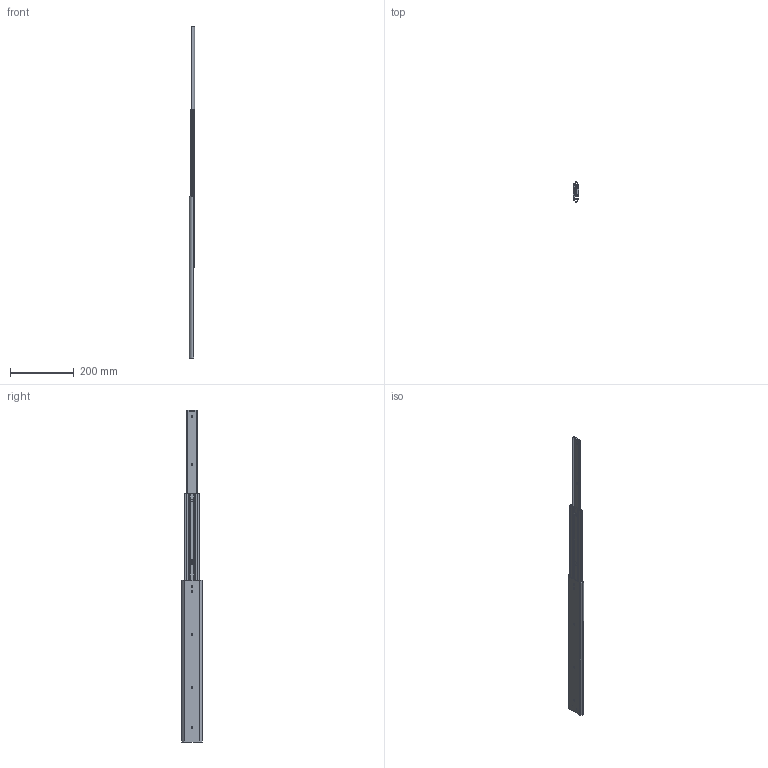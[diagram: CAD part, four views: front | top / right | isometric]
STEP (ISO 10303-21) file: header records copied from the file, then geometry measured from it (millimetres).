
FILE_DESCRIPTION (( 'STEP AP203' ), '1' );
FILE_NAME ('sone3D.STEP', '2017-01-20T06:26:43', ( '' ), ( '' ), 'SwSTEP 2.0', 'SolidWorks 2014', '' );
FILE_SCHEMA (( 'CONFIG_CONTROL_DESIGN' ));
Length unit declared in the file: millimetre
Products named in the file (4): K-350-20上_; K-350-20中_; K-350-20下_; sone3D
Assembly tree (3 placements, depth 2):
  sone3D
    K-350-20上_
    K-350-20中_
    K-350-20下_
Bounding box: 16 x 62.99 x 1041.4 mm (x, y, z)
Volume: 186662.9 mm3; surface area: 206520.7 mm2
Topology: 3 solids, 3 shells, 211 faces, 618 edges, 412 vertices
Faces by surface type: plane 127, cylinder 84
Entity records: 7486 total; most frequent: CARTESIAN_POINT 1271, ORIENTED_EDGE 1236, DIRECTION 1220, EDGE_CURVE 618, LINE 434, VECTOR 434, VERTEX_POINT 412, AXIS2_PLACEMENT_3D 393
